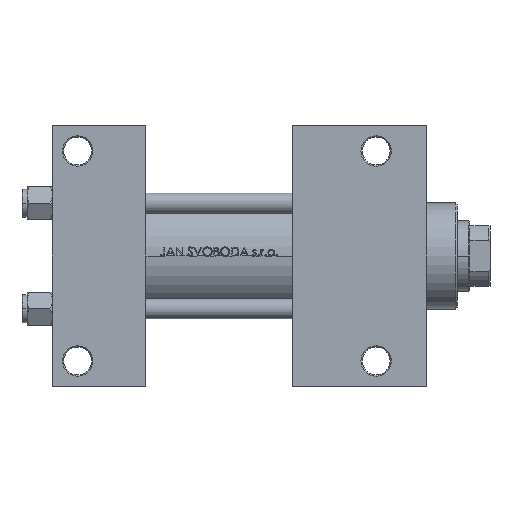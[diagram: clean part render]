
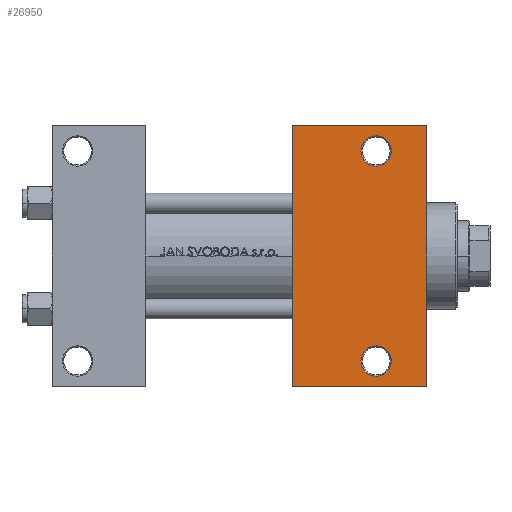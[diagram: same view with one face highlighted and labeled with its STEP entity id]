
A CAD part, front view. The second image highlights one B-rep face of the part: STEP entity #26950.
In plain terms, the highlighted face is planar.
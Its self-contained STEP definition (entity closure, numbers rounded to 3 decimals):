
#151 = AXIS2_PLACEMENT_3D ( 'NONE', #38019, #19028, #569 ) ;
#262 = CARTESIAN_POINT ( 'NONE',  ( 128., 41.5, -30. ) ) ;
#569 = DIRECTION ( 'NONE',  ( 0., 1., 0. ) ) ;
#860 = VERTEX_POINT ( 'NONE', #25264 ) ;
#1312 = DIRECTION ( 'NONE',  ( 0., 0., 1. ) ) ;
#1528 = VERTEX_POINT ( 'NONE', #23070 ) ;
#1943 = CARTESIAN_POINT ( 'NONE',  ( 148., 30., -30. ) ) ;
#2239 = ORIENTED_EDGE ( 'NONE', *, *, #5442, .T. ) ;
#2296 = VECTOR ( 'NONE', #18801, 1000. ) ;
#4359 = DIRECTION ( 'NONE',  ( 0., 1., 0. ) ) ;
#5442 = EDGE_CURVE ( 'NONE', #860, #16198, #9883, .T. ) ;
#8494 = EDGE_CURVE ( 'NONE', #45277, #39015, #8926, .T. ) ;
#8926 = LINE ( 'NONE', #1943, #29931 ) ;
#9083 = FACE_BOUND ( 'NONE', #10781, .T. ) ;
#9315 = EDGE_LOOP ( 'NONE', ( #2239, #48569 ) ) ;
#9577 = CARTESIAN_POINT ( 'NONE',  ( 148., -51.5, -30. ) ) ;
#9883 = CIRCLE ( 'NONE', #24251, 6. ) ;
#10781 = EDGE_LOOP ( 'NONE', ( #46828, #13836 ) ) ;
#11534 = LINE ( 'NONE', #41040, #32203 ) ;
#11974 = DIRECTION ( 'NONE',  ( 0., 0., 1. ) ) ;
#13517 = CARTESIAN_POINT ( 'NONE',  ( 95., 51.5, -30. ) ) ;
#13609 = VERTEX_POINT ( 'NONE', #47599 ) ;
#13836 = ORIENTED_EDGE ( 'NONE', *, *, #44952, .T. ) ;
#13890 = CARTESIAN_POINT ( 'NONE',  ( 134., 41.5, -30. ) ) ;
#14348 = ORIENTED_EDGE ( 'NONE', *, *, #27109, .F. ) ;
#16082 = FACE_BOUND ( 'NONE', #9315, .T. ) ;
#16198 = VERTEX_POINT ( 'NONE', #26787 ) ;
#17490 = CIRCLE ( 'NONE', #45429, 6. ) ;
#18668 = AXIS2_PLACEMENT_3D ( 'NONE', #31309, #24076, #4359 ) ;
#18801 = DIRECTION ( 'NONE',  ( -1., 0., 0. ) ) ;
#19028 = DIRECTION ( 'NONE',  ( 0., 0., 1. ) ) ;
#19431 = VERTEX_POINT ( 'NONE', #20825 ) ;
#19921 = EDGE_CURVE ( 'NONE', #13609, #45277, #47992, .T. ) ;
#20761 = CARTESIAN_POINT ( 'NONE',  ( 128., -41.5, -30. ) ) ;
#20825 = CARTESIAN_POINT ( 'NONE',  ( 122., 41.5, -30. ) ) ;
#23070 = CARTESIAN_POINT ( 'NONE',  ( 95., -51.5, -30. ) ) ;
#24076 = DIRECTION ( 'NONE',  ( 0., 0., -1. ) ) ;
#24251 = AXIS2_PLACEMENT_3D ( 'NONE', #20761, #1312, #24999 ) ;
#24999 = DIRECTION ( 'NONE',  ( 0., 1., 0. ) ) ;
#25264 = CARTESIAN_POINT ( 'NONE',  ( 122., -41.5, -30. ) ) ;
#26413 = CARTESIAN_POINT ( 'NONE',  ( 148., 51.5, -30. ) ) ;
#26787 = CARTESIAN_POINT ( 'NONE',  ( 134., -41.5, -30. ) ) ;
#26950 = ADVANCED_FACE ( 'NONE', ( #9083, #16082, #31061 ), #38813, .T. ) ;
#27109 = EDGE_CURVE ( 'NONE', #13609, #1528, #11534, .T. ) ;
#28199 = DIRECTION ( 'NONE',  ( 0., 1., 0. ) ) ;
#28705 = AXIS2_PLACEMENT_3D ( 'NONE', #262, #11974, #31191 ) ;
#29789 = ORIENTED_EDGE ( 'NONE', *, *, #41006, .T. ) ;
#29931 = VECTOR ( 'NONE', #39398, 1000. ) ;
#30220 = VECTOR ( 'NONE', #31996, 1000. ) ;
#31061 = FACE_OUTER_BOUND ( 'NONE', #34880, .T. ) ;
#31191 = DIRECTION ( 'NONE',  ( 0., 1., 0. ) ) ;
#31309 = CARTESIAN_POINT ( 'NONE',  ( 148., 30., -30. ) ) ;
#31996 = DIRECTION ( 'NONE',  ( 1., 0., 0. ) ) ;
#32203 = VECTOR ( 'NONE', #41286, 1000. ) ;
#34880 = EDGE_LOOP ( 'NONE', ( #14348, #43059, #45907, #29789 ) ) ;
#36430 = CARTESIAN_POINT ( 'NONE',  ( 128., 41.5, -30. ) ) ;
#37796 = CARTESIAN_POINT ( 'NONE',  ( 95., -51.5, -30. ) ) ;
#38019 = CARTESIAN_POINT ( 'NONE',  ( 128., -41.5, -30. ) ) ;
#38813 = PLANE ( 'NONE',  #18668 ) ;
#39015 = VERTEX_POINT ( 'NONE', #9577 ) ;
#39398 = DIRECTION ( 'NONE',  ( 0., -1., 0. ) ) ;
#41006 = EDGE_CURVE ( 'NONE', #39015, #1528, #44568, .T. ) ;
#41040 = CARTESIAN_POINT ( 'NONE',  ( 95., 30., -30. ) ) ;
#41286 = DIRECTION ( 'NONE',  ( 0., -1., 0. ) ) ;
#41465 = VERTEX_POINT ( 'NONE', #13890 ) ;
#43059 = ORIENTED_EDGE ( 'NONE', *, *, #19921, .T. ) ;
#43425 = EDGE_CURVE ( 'NONE', #19431, #41465, #17490, .T. ) ;
#43881 = CIRCLE ( 'NONE', #28705, 6. ) ;
#44568 = LINE ( 'NONE', #37796, #2296 ) ;
#44699 = CIRCLE ( 'NONE', #151, 6. ) ;
#44952 = EDGE_CURVE ( 'NONE', #41465, #19431, #43881, .T. ) ;
#45277 = VERTEX_POINT ( 'NONE', #26413 ) ;
#45429 = AXIS2_PLACEMENT_3D ( 'NONE', #36430, #47940, #28199 ) ;
#45907 = ORIENTED_EDGE ( 'NONE', *, *, #8494, .T. ) ;
#46828 = ORIENTED_EDGE ( 'NONE', *, *, #43425, .T. ) ;
#47599 = CARTESIAN_POINT ( 'NONE',  ( 95., 51.5, -30. ) ) ;
#47677 = EDGE_CURVE ( 'NONE', #16198, #860, #44699, .T. ) ;
#47940 = DIRECTION ( 'NONE',  ( 0., 0., 1. ) ) ;
#47992 = LINE ( 'NONE', #13517, #30220 ) ;
#48569 = ORIENTED_EDGE ( 'NONE', *, *, #47677, .T. ) ;
